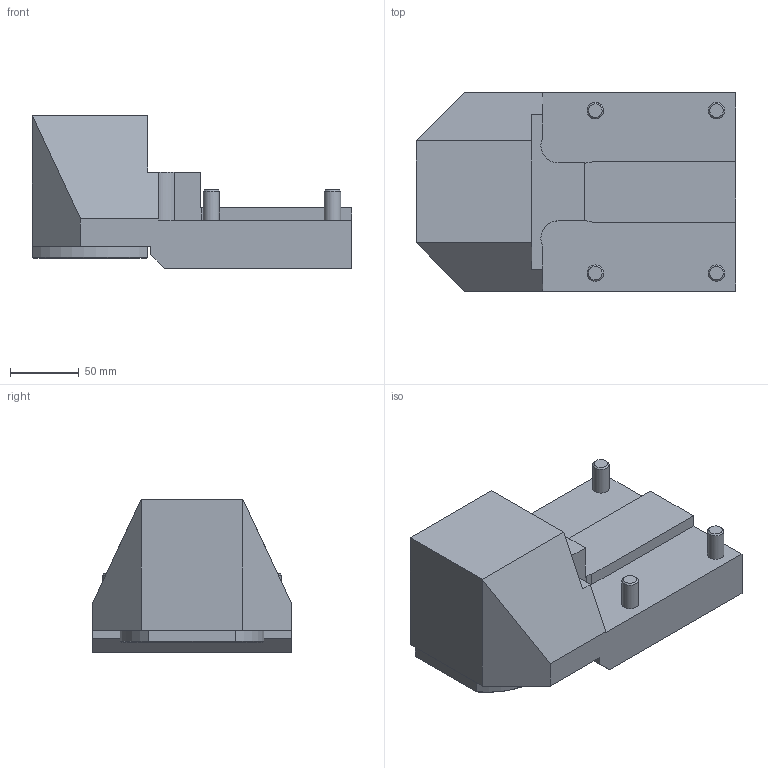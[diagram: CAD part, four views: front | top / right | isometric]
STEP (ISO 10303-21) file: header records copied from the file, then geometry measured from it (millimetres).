
FILE_DESCRIPTION(/* description */ (''),/* implementation_level */ '2;1');
FILE_NAME(/* name */ '1597643644647.stp',/* time_stamp */ '2020-08-17T07:54:11+02:00',/* author */ (''),/* organization */ ('SMS'),/* preprocessor_version */ 'ST-DEVELOPER v16.7',/* originating_system */ 'SIEMENS PLM Software NX 12.0',/* authorisation */ '');
FILE_SCHEMA (('AUTOMOTIVE_DESIGN { 1 0 10303 214 3 1 1 1 }'));
Length unit declared in the file: millimetre
Products named in the file (1): 201282334mod000_02
Bounding box: 232 x 144 x 111 mm (x, y, z)
Volume: 1753423.4 mm3; surface area: 125599.5 mm2
Topology: 1 solids, 1 shells, 61 faces, 148 edges, 100 vertices
Faces by surface type: plane 37, cylinder 12, cone 12
Full cylindrical faces by diameter (mm): 4 x1, 12 x4, 63 x1
Entity records: 1816 total; most frequent: CARTESIAN_POINT 362, DIRECTION 299, ORIENTED_EDGE 266, EDGE_CURVE 133, AXIS2_PLACEMENT_3D 106, VERTEX_POINT 92, LINE 87, VECTOR 87
